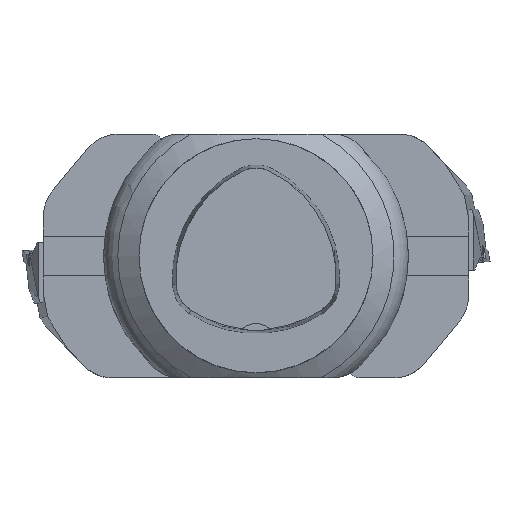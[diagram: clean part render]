
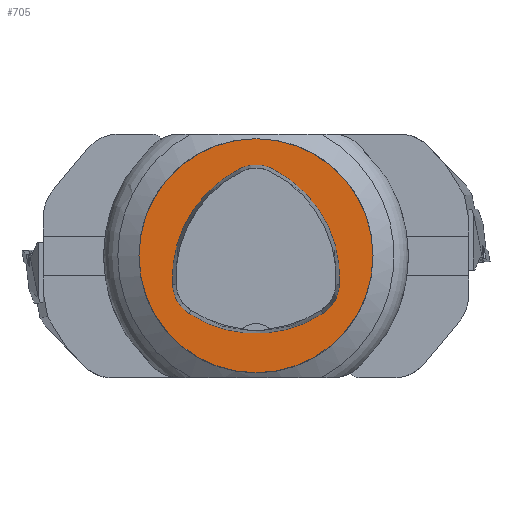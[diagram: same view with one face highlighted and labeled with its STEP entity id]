
A CAD part, top view. The second image highlights one B-rep face of the part: STEP entity #705.
In plain terms, the highlighted planar face has unit normal (0, 0, 1).
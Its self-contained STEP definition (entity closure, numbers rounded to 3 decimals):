
#612=PLANE('',#3162);
#705=ADVANCED_FACE('',(#968,#969),#612,.T.);
#876=CIRCLE('',#3149,50.);
#878=CIRCLE('',#3156,15.5);
#879=CIRCLE('',#3157,52.);
#880=CIRCLE('',#3158,15.5);
#881=CIRCLE('',#3159,52.);
#882=CIRCLE('',#3160,15.5);
#883=CIRCLE('',#3161,52.);
#968=FACE_BOUND('',#1020,.T.);
#969=FACE_BOUND('',#1021,.T.);
#1020=EDGE_LOOP('',(#1225));
#1021=EDGE_LOOP('',(#1226,#1227,#1228,#1229,#1230,#1231));
#1225=ORIENTED_EDGE('',*,*,#2167,.F.);
#1226=ORIENTED_EDGE('',*,*,#2177,.T.);
#1227=ORIENTED_EDGE('',*,*,#2178,.T.);
#1228=ORIENTED_EDGE('',*,*,#2179,.T.);
#1229=ORIENTED_EDGE('',*,*,#2180,.T.);
#1230=ORIENTED_EDGE('',*,*,#2181,.T.);
#1231=ORIENTED_EDGE('',*,*,#2182,.T.);
#1925=VERTEX_POINT('',#4216);
#1935=VERTEX_POINT('',#4237);
#1936=VERTEX_POINT('',#4238);
#1937=VERTEX_POINT('',#4240);
#1938=VERTEX_POINT('',#4242);
#1939=VERTEX_POINT('',#4244);
#1940=VERTEX_POINT('',#4246);
#2167=EDGE_CURVE('',#1925,#1925,#876,.T.);
#2177=EDGE_CURVE('',#1935,#1936,#878,.T.);
#2178=EDGE_CURVE('',#1936,#1937,#879,.T.);
#2179=EDGE_CURVE('',#1937,#1938,#880,.T.);
#2180=EDGE_CURVE('',#1938,#1939,#881,.T.);
#2181=EDGE_CURVE('',#1939,#1940,#882,.T.);
#2182=EDGE_CURVE('',#1940,#1935,#883,.T.);
#3149=AXIS2_PLACEMENT_3D('',#4215,#3436,#3437);
#3156=AXIS2_PLACEMENT_3D('',#4236,#3454,#3455);
#3157=AXIS2_PLACEMENT_3D('',#4239,#3456,#3457);
#3158=AXIS2_PLACEMENT_3D('',#4241,#3458,#3459);
#3159=AXIS2_PLACEMENT_3D('',#4243,#3460,#3461);
#3160=AXIS2_PLACEMENT_3D('',#4245,#3462,#3463);
#3161=AXIS2_PLACEMENT_3D('',#4247,#3464,#3465);
#3162=AXIS2_PLACEMENT_3D('',#4248,#3466,#3467);
#3436=DIRECTION('',(0.,0.,-1.));
#3437=DIRECTION('',(-1.,0.,0.));
#3454=DIRECTION('',(0.,0.,-1.));
#3455=DIRECTION('',(-0.5,0.866,0.));
#3456=DIRECTION('',(0.,0.,-1.));
#3457=DIRECTION('',(-0.5,0.866,0.));
#3458=DIRECTION('',(0.,0.,-1.));
#3459=DIRECTION('',(-0.5,0.866,0.));
#3460=DIRECTION('',(0.,0.,-1.));
#3461=DIRECTION('',(-0.5,0.866,0.));
#3462=DIRECTION('',(0.,0.,-1.));
#3463=DIRECTION('',(-0.5,0.866,0.));
#3464=DIRECTION('',(0.,0.,-1.));
#3465=DIRECTION('',(-0.5,0.866,0.));
#3466=DIRECTION('',(0.,0.,1.));
#3467=DIRECTION('',(-1.,0.,0.));
#4215=CARTESIAN_POINT('',(0.,0.,0.));
#4216=CARTESIAN_POINT('',(-50.,0.,0.));
#4236=CARTESIAN_POINT('',(20.135,-11.625,0.));
#4237=CARTESIAN_POINT('',(35.607,-12.566,0.));
#4238=CARTESIAN_POINT('',(28.686,-24.553,0.));
#4239=CARTESIAN_POINT('',(0.,18.819,0.));
#4240=CARTESIAN_POINT('',(-28.686,-24.553,0.));
#4241=CARTESIAN_POINT('',(-20.135,-11.625,0.));
#4242=CARTESIAN_POINT('',(-35.607,-12.566,0.));
#4243=CARTESIAN_POINT('',(16.298,-9.409,0.));
#4244=CARTESIAN_POINT('',(-6.921,37.119,0.));
#4245=CARTESIAN_POINT('',(0.,23.25,0.));
#4246=CARTESIAN_POINT('',(6.921,37.119,0.));
#4247=CARTESIAN_POINT('',(-16.298,-9.409,0.));
#4248=CARTESIAN_POINT('',(0.,0.,0.));
